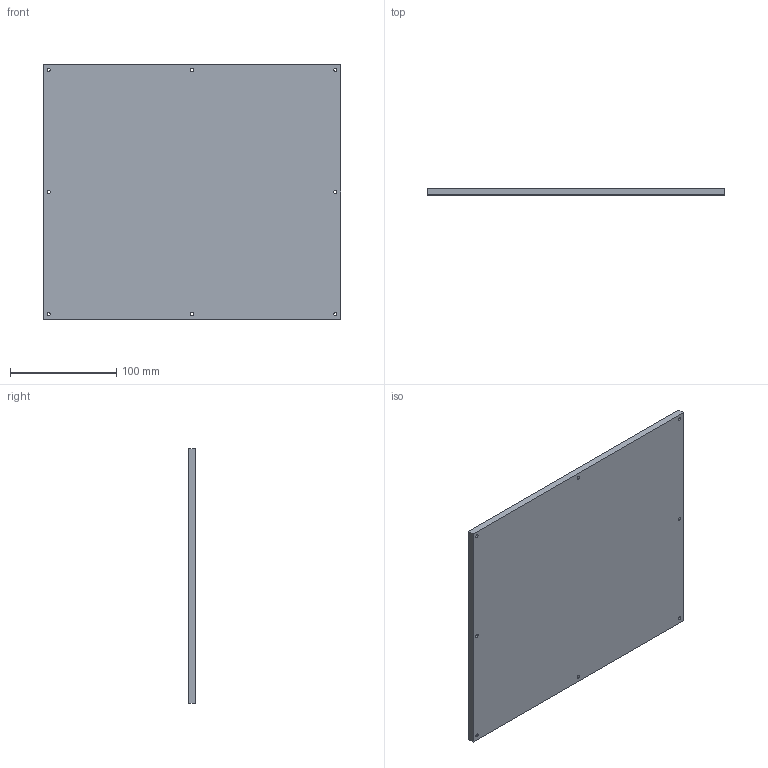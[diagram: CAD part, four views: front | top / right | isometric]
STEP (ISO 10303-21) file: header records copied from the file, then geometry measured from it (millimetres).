
FILE_DESCRIPTION (( 'STEP AP203' ), '1' );
FILE_NAME ('_1pcs_zad_krishka(penopolisterol_6mm).STEP', '2015-08-16T12:57:48', ( '' ), ( '' ), 'SwSTEP 2.0', 'SolidWorks 2015', '' );
FILE_SCHEMA (( 'CONFIG_CONTROL_DESIGN' ));
Length unit declared in the file: millimetre
Products named in the file (1): _1pcs_zad_krishka(penopolisterol_6mm)
Bounding box: 280 x 6 x 240 mm (x, y, z)
Volume: 302424.8 mm3; surface area: 146592.8 mm2
Topology: 1 solids, 1 shells, 68 faces, 198 edges, 132 vertices
Faces by surface type: cylinder 34, plane 34
Entity records: 2379 total; most frequent: DIRECTION 404, CARTESIAN_POINT 399, ORIENTED_EDGE 396, EDGE_CURVE 198, AXIS2_PLACEMENT_3D 137, VERTEX_POINT 132, LINE 130, VECTOR 130
